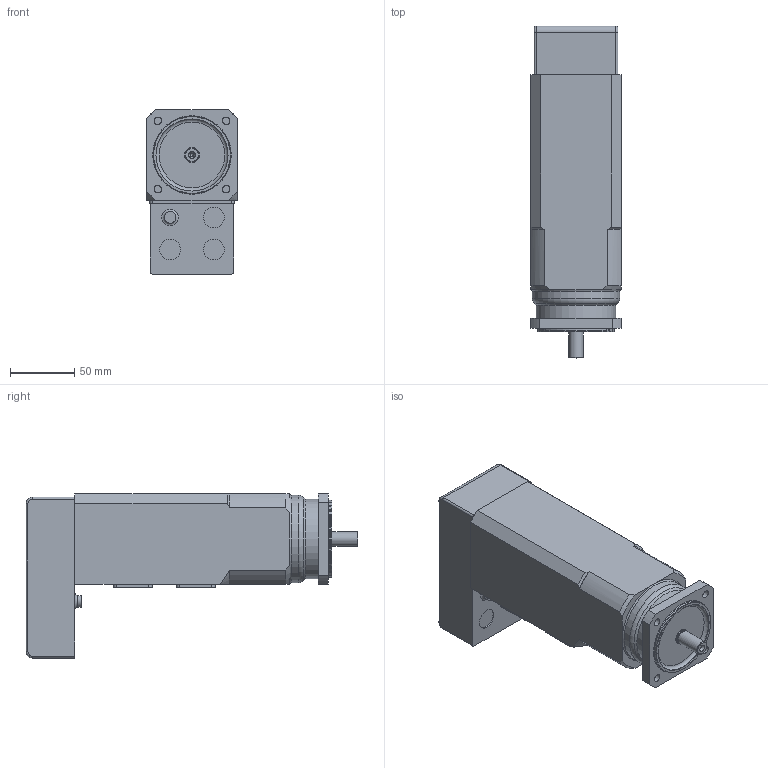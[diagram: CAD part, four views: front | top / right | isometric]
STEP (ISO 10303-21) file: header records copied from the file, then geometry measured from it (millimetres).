
FILE_DESCRIPTION(/* description */ (''),/* implementation_level */ '2;1');
FILE_NAME(/* name */ 'KSD264_MD_RM_1',/* time_stamp */ '2009-03-19T14:04:22+01:00',/* author */ (''),/* organization */ (''),/* preprocessor_version */ 'ST-DEVELOPER v8',/* originating_system */ 'UNIGRAPHICS SOLUTIONS - UNIGRAPHICS 18.0',/* authorisation */ '');
FILE_SCHEMA (('AUTOMOTIVE_DESIGN { 1 2 10303 214 0 1 1 1 }'));
Length unit declared in the file: millimetre
Products named in the file (3): Geh_Esitron7_0; Rotor_SY2_0; KSD264_-MD-RM_0
Assembly tree (2 placements, depth 2):
  KSD264_-MD-RM_0
    Rotor_SY2_0
    Geh_Esitron7_0
Bounding box: 70 x 258 x 127.5 mm (x, y, z)
Volume: 1245286.3 mm3; surface area: 101217.2 mm2
Topology: 3 solids, 3 shells, 123 faces, 284 edges, 182 vertices
Faces by surface type: plane 53, cylinder 46, torus 13, cone 11
Full cylindrical faces by diameter (mm): 2.5 x1, 4 x1, 6 x4, 9 x1, 10.6 x1, 11 x2, 12 x1, 14 x1, 15.02 x1, 16 x3, 48 x2, 56 x1, 60 x1, 62 x1, 68 x1
Entity records: 3355 total; most frequent: DIRECTION 596, CARTESIAN_POINT 575, ORIENTED_EDGE 478, AXIS2_PLACEMENT_3D 243, EDGE_CURVE 239, EDGE_LOOP 182, VERTEX_POINT 174, ADVANCED_FACE 123
